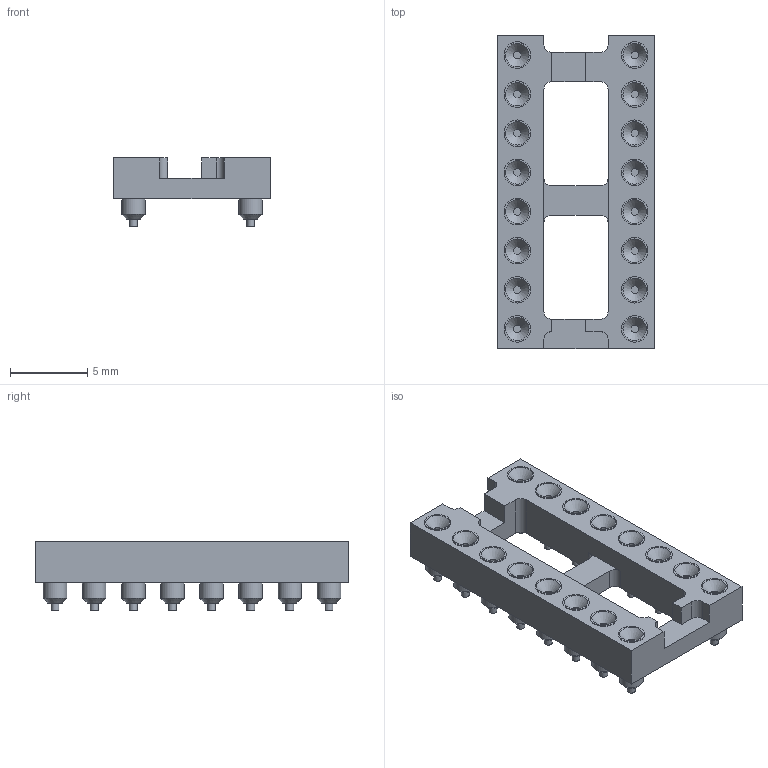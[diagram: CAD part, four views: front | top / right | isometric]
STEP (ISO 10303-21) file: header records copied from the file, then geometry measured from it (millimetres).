
FILE_DESCRIPTION(('FreeCAD Model'),'2;1');
FILE_NAME('DIP-16-SOQUET-SMD.step', '2020-03-29T18:55:51',('Author'),(''), 'Open CASCADE STEP processor 7.3','FreeCAD','Unknown');
FILE_SCHEMA(('AUTOMOTIVE_DESIGN { 1 0 10303 214 1 1 1 1 }'));
Length unit declared in the file: millimetre
Products named in the file (1): Cut
Bounding box: 10.16 x 20.32 x 4.51 mm (x, y, z)
Volume: 388.2 mm3; surface area: 731.8 mm2
Topology: 1 solids, 1 shells, 215 faces, 386 edges, 251 vertices
Faces by surface type: plane 107, cylinder 76, cone 32
Full cylindrical faces by diameter (mm): 0.508 x32, 1.524 x16, 1.724 x16
Entity records: 12151 total; most frequent: CARTESIAN_POINT 2261, DIRECTION 1684, LINE 774, VECTOR 774, ORIENTED_EDGE 772, PCURVE 772, DEFINITIONAL_REPRESENTATION 772, AXIS2_PLACEMENT_3D 416
